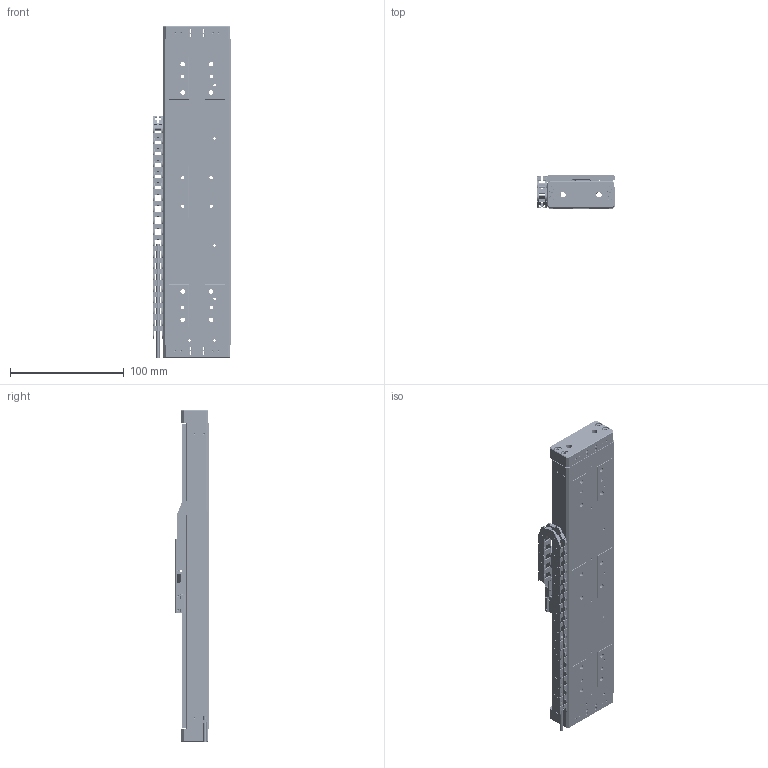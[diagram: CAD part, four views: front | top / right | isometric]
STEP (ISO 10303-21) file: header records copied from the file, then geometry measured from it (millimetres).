
FILE_DESCRIPTION (( 'STEP AP214' ), '1' );
FILE_NAME ('PPS-60-14XXX.STEP', '2023-03-01T22:53:33', ( '' ), ( '' ), 'SwSTEP 2.0', 'SolidWorks 2020', '' );
FILE_SCHEMA (( 'AUTOMOTIVE_DESIGN' ));
Length unit declared in the file: millimetre
Products named in the file (19): SCREW, SHCS-S, M-DIN_M2 x 0.4 x 03mm; 430675 PPS-60, Piezo Motor Carriage, L65mm; 130174 Bearing Slide Rail, PPS-60_200mm; SCREW, MS-PPH, M-JCIS_M2 x 0.4 x 7mm; 430561 Dowel Pin Press Fit Assembly_PPS-60 Piezo Endplate (No Dowel Pins); PPS-60-14XXX; IGUS chain, PPS-60_VT-50L 200mm IGUS Chain; IGUS chain link_Trimmed; SCREW, MS-PPH, M-JCIS_M2 x 0.4 x 6mm; 430562 PPS-60, Cable Clamp, Carriage; IGUS chain link; SCREW, MS-PPH, M-JCIS_M1.6 x 0.35 x 4mm; Dowel Pin, M-DIN_M01.5 x 005; 430561 PPS-60, End Support, Linear Shaft_Tapped Hole Modification ; 130174 PPS-60, Bearing Block; SCREW, SHCS-S, M-DIN_M3 x 0.5 x 12mm; PPS-60, Base, Master Part_200mm; Cable Chain exit cable
Assembly tree (99 placements, depth 3):
  PPS-60-14XXX
    PPS-60, Base, Master Part_200mm
    430562 PPS-60, Cable Clamp, Carriage
    SCREW, SHCS-S, M-DIN_M3 x 0.5 x 12mm  x8
    SCREW, MS-PPH, M-JCIS_M1.6 x 0.35 x 4mm  x4
    SCREW, SHCS-S, M-DIN_M2 x 0.4 x 03mm  x8
    Dowel Pin, M-DIN_M01.5 x 005  x2
    130174 PPS-60, Bearing Block  x4
    130174 Bearing Slide Rail, PPS-60_200mm  x2
    SCREW, MS-PPH, M-JCIS_M2 x 0.4 x 6mm  x29
    SCREW, MS-PPH, M-JCIS_M2 x 0.4 x 7mm  x7
    430675 PPS-60, Piezo Motor Carriage, L65mm
    430561 Dowel Pin Press Fit Assembly_PPS-60 Piezo Endplate (No Dowel Pins)
      430561 PPS-60, End Support, Linear Shaft_Tapped Hole Modification 
    430561 Dowel Pin Press Fit Assembly_PPS-60 Piezo Endplate (No Dowel Pins)
      430561 PPS-60, End Support, Linear Shaft_Tapped Hole Modification 
    IGUS chain, PPS-60_VT-50L 200mm IGUS Chain
      IGUS chain link  x25
      IGUS chain link_Trimmed
    Cable Chain exit cable
Bounding box: 68.7 x 30 x 292 mm (x, y, z)
Volume: 218153.3 mm3; surface area: 120615.4 mm2
Topology: 96 solids, 96 shells, 5125 faces, 12728 edges, 7981 vertices
Faces by surface type: plane 2699, cylinder 1631, cone 422, torus 372, bspline 1
Entity records: 52589 total; most frequent: DIRECTION 9120, CARTESIAN_POINT 9012, ORIENTED_EDGE 8034, EDGE_CURVE 4017, AXIS2_PLACEMENT_3D 3426, VERTEX_POINT 2604, LINE 2268, VECTOR 2268
